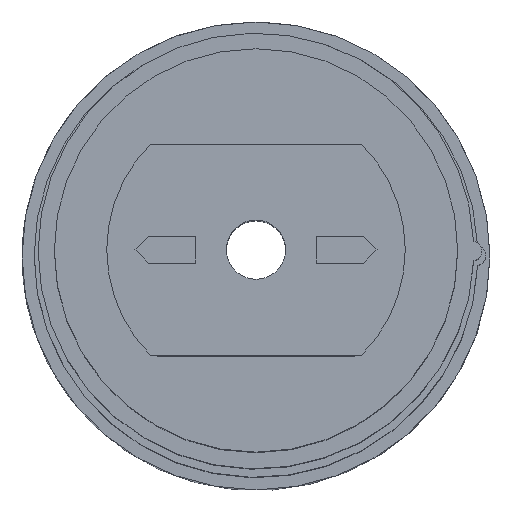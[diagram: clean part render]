
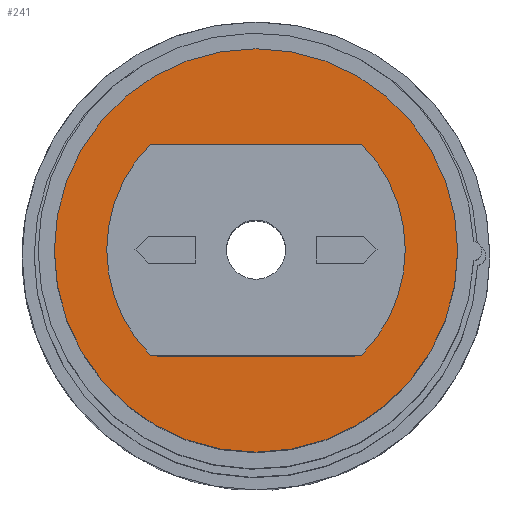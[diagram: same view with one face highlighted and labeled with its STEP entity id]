
A CAD part, top view. The second image highlights one B-rep face of the part: STEP entity #241.
In plain terms, the highlighted planar face has unit normal (0, 0, 1).
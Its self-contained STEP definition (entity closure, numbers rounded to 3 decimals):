
#241=ADVANCED_FACE('',(#511,#512),#513,.F.);
#511=FACE_OUTER_BOUND('',#808,.T.);
#512=FACE_BOUND('',#809,.T.);
#513=PLANE('',#810);
#808=EDGE_LOOP('',(#1448,#1449));
#809=EDGE_LOOP('',(#1450,#1451,#1452,#1453,#1454,#1455));
#810=AXIS2_PLACEMENT_3D('',#1456,#1457,#1458);
#1448=ORIENTED_EDGE('',*,*,#1934,.F.);
#1449=ORIENTED_EDGE('',*,*,#1938,.T.);
#1450=ORIENTED_EDGE('',*,*,#1940,.T.);
#1451=ORIENTED_EDGE('',*,*,#1777,.T.);
#1452=ORIENTED_EDGE('',*,*,#1941,.T.);
#1453=ORIENTED_EDGE('',*,*,#1942,.T.);
#1454=ORIENTED_EDGE('',*,*,#1943,.T.);
#1455=ORIENTED_EDGE('',*,*,#1774,.T.);
#1456=CARTESIAN_POINT('',(0.,0.,262.4));
#1457=DIRECTION('',(0.,0.,-1.0));
#1458=DIRECTION('',(1.0,0.,0.));
#1774=EDGE_CURVE('',#2122,#2124,#2126,.T.);
#1777=EDGE_CURVE('',#2130,#2128,#2131,.T.);
#1934=EDGE_CURVE('',#2352,#2353,#2354,.T.);
#1938=EDGE_CURVE('',#2352,#2353,#2358,.T.);
#1940=EDGE_CURVE('',#2124,#2130,#2360,.T.);
#1941=EDGE_CURVE('',#2128,#2361,#2362,.T.);
#1942=EDGE_CURVE('',#2361,#2363,#2364,.T.);
#1943=EDGE_CURVE('',#2363,#2122,#2365,.T.);
#2122=VERTEX_POINT('',#2682);
#2124=VERTEX_POINT('',#2685);
#2126=CIRCLE('',#2688,10.75);
#2128=VERTEX_POINT('',#2690);
#2130=VERTEX_POINT('',#2693);
#2131=CIRCLE('',#2694,10.75);
#2352=VERTEX_POINT('',#3041);
#2353=VERTEX_POINT('',#3042);
#2354=CIRCLE('',#3043,15.);
#2358=CIRCLE('',#3049,15.);
#2360=LINE('',#3051,#3052);
#2361=VERTEX_POINT('',#3053);
#2362=CIRCLE('',#3054,10.75);
#2363=VERTEX_POINT('',#3055);
#2364=LINE('',#3056,#3057);
#2365=CIRCLE('',#3058,10.75);
#2682=CARTESIAN_POINT('',(10.75,0.,262.4));
#2685=CARTESIAN_POINT('',(7.344,-7.85,262.4));
#2688=AXIS2_PLACEMENT_3D('',#3330,#3331,#3332);
#2690=CARTESIAN_POINT('',(-10.75,0.,262.4));
#2693=CARTESIAN_POINT('',(-7.344,-7.85,262.4));
#2694=AXIS2_PLACEMENT_3D('',#3334,#3335,#3336);
#3041=CARTESIAN_POINT('',(-15.,0.,262.4));
#3042=CARTESIAN_POINT('',(15.0,0.,262.4));
#3043=AXIS2_PLACEMENT_3D('',#3548,#3549,#3550);
#3049=AXIS2_PLACEMENT_3D('',#3553,#3554,#3555);
#3051=CARTESIAN_POINT('',(7.344,-7.85,262.4));
#3052=VECTOR('',#3556,14.689);
#3053=CARTESIAN_POINT('',(-7.344,7.85,262.4));
#3054=AXIS2_PLACEMENT_3D('',#3557,#3558,#3559);
#3055=CARTESIAN_POINT('',(7.344,7.85,262.4));
#3056=CARTESIAN_POINT('',(-7.344,7.85,262.4));
#3057=VECTOR('',#3560,14.689);
#3058=AXIS2_PLACEMENT_3D('',#3561,#3562,#3563);
#3330=CARTESIAN_POINT('',(0.,0.,262.4));
#3331=DIRECTION('',(0.,0.,-1.0));
#3332=DIRECTION('',(0.683,0.73,0.));
#3334=CARTESIAN_POINT('',(0.,0.,262.4));
#3335=DIRECTION('',(0.,0.,-1.0));
#3336=DIRECTION('',(-0.683,-0.73,0.));
#3548=CARTESIAN_POINT('',(0.,0.,262.4));
#3549=DIRECTION('',(0.,0.,-1.0));
#3550=DIRECTION('',(-1.0,0.,0.));
#3553=CARTESIAN_POINT('',(0.,0.,262.4));
#3554=DIRECTION('',(0.,0.,1.0));
#3555=DIRECTION('',(-1.0,0.,0.));
#3556=DIRECTION('',(-1.0,0.,0.0));
#3557=CARTESIAN_POINT('',(0.,0.,262.4));
#3558=DIRECTION('',(0.,0.,-1.0));
#3559=DIRECTION('',(-0.683,-0.73,0.));
#3560=DIRECTION('',(1.0,0.,0.0));
#3561=CARTESIAN_POINT('',(0.,0.,262.4));
#3562=DIRECTION('',(0.,0.,-1.0));
#3563=DIRECTION('',(0.683,0.73,0.));
